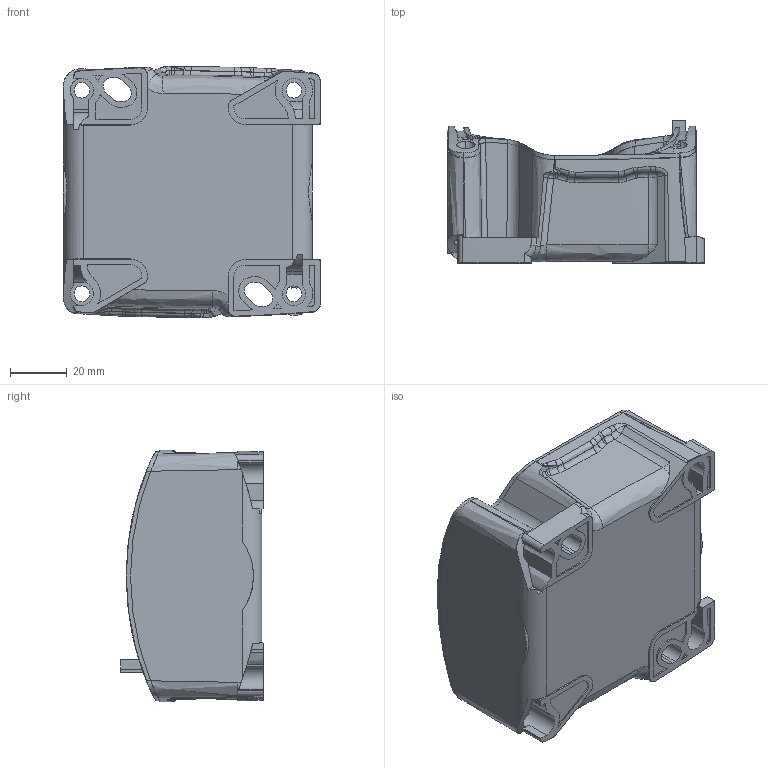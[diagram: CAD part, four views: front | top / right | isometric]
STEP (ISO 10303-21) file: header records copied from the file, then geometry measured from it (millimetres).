
FILE_DESCRIPTION((''),'2;1');
FILE_NAME('1F-GEH_VEREINF','2023-09-26T14:49:42',('Beil'),(''),'CREO PARAMETRIC BY PTC INC, 2019030','CREO PARAMETRIC BY PTC INC, 2019030','');
FILE_SCHEMA(('CONFIG_CONTROL_DESIGN','SHAPE_APPEARANCE_LAYERS_GROUPS'));
Length unit declared in the file: millimetre
Products named in the file (1): 1F-GEH_VEREINF
Bounding box: 90.94 x 50.5 x 89.09 mm (x, y, z)
Volume: 119944.6 mm3; surface area: 52060 mm2
Topology: 1 solids, 2 shells, 739 faces, 2073 edges, 1356 vertices
Faces by surface type: plane 315, cylinder 167, bspline 160, extrusion 62, cone 35
Entity records: 36447 total; most frequent: CARTESIAN_POINT 12985, ORIENTED_EDGE 4142, DIRECTION 2657, PRESENTATION_STYLE_ASSIGNMENT 2075, STYLED_ITEM 2075, CURVE_STYLE 2073, EDGE_CURVE 2073, VERTEX_POINT 1356
